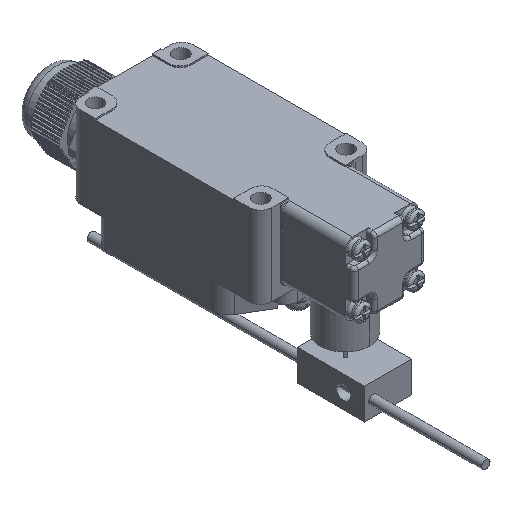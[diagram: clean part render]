
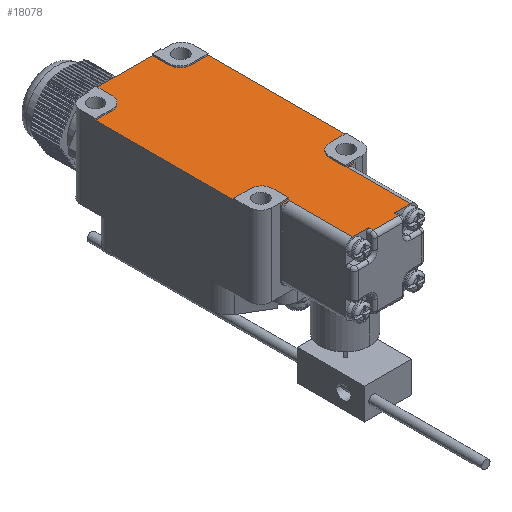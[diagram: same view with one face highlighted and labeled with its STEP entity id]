
A CAD part, isometric view. The second image highlights one B-rep face of the part: STEP entity #18078.
In plain terms, the highlighted face is planar.
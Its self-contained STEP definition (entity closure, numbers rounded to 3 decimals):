
#11697=DIRECTION('',(0.,0.,1.));
#11698=VECTOR('',#11697,1.5);
#11699=CARTESIAN_POINT('',(4.5,0.,-58.4));
#11700=LINE('',#11699,#11698);
#11701=DIRECTION('',(-1.,0.,0.));
#11702=VECTOR('',#11701,9.);
#11703=CARTESIAN_POINT('',(4.5,0.,-58.4));
#11704=LINE('',#11703,#11702);
#11705=DIRECTION('',(0.,0.,-1.));
#11706=VECTOR('',#11705,1.5);
#11707=CARTESIAN_POINT('',(-4.5,0.,-56.9));
#11708=LINE('',#11707,#11706);
#11709=DIRECTION('',(1.,0.,0.));
#11710=VECTOR('',#11709,3.);
#11711=CARTESIAN_POINT('',(-13.,0.,-34.));
#11712=LINE('',#11711,#11710);
#11713=DIRECTION('',(0.,0.,1.));
#11714=VECTOR('',#11713,5.65);
#11715=CARTESIAN_POINT('',(-10.,0.,-34.));
#11716=LINE('',#11715,#11714);
#11717=CARTESIAN_POINT('',(-14.,0.,-28.35));
#11718=DIRECTION('',(0.,-1.,0.));
#11719=DIRECTION('',(1.,0.,0.));
#11720=AXIS2_PLACEMENT_3D('',#11717,#11718,#11719);
#11722=DIRECTION('',(1.,0.,0.));
#11723=VECTOR('',#11722,6.);
#11724=CARTESIAN_POINT('',(-20.,0.,-24.35));
#11725=LINE('',#11724,#11723);
#11726=DIRECTION('',(0.,0.,1.));
#11727=VECTOR('',#11726,49.);
#11728=CARTESIAN_POINT('',(-20.,0.,-24.35));
#11729=LINE('',#11728,#11727);
#11730=DIRECTION('',(1.,0.,0.));
#11731=VECTOR('',#11730,6.);
#11732=CARTESIAN_POINT('',(-20.,0.,24.65));
#11733=LINE('',#11732,#11731);
#11734=CARTESIAN_POINT('',(-14.,0.,28.65));
#11735=DIRECTION('',(0.,-1.,0.));
#11736=DIRECTION('',(0.,0.,-1.));
#11737=AXIS2_PLACEMENT_3D('',#11734,#11735,#11736);
#11739=DIRECTION('',(0.,0.,-1.));
#11740=VECTOR('',#11739,5.85);
#11741=CARTESIAN_POINT('',(-10.,0.,34.5));
#11742=LINE('',#11741,#11740);
#11743=DIRECTION('',(1.,0.,0.));
#11744=VECTOR('',#11743,20.);
#11745=CARTESIAN_POINT('',(-10.,0.,34.5));
#11746=LINE('',#11745,#11744);
#11747=DIRECTION('',(0.,0.,-1.));
#11748=VECTOR('',#11747,5.85);
#11749=CARTESIAN_POINT('',(10.,0.,34.5));
#11750=LINE('',#11749,#11748);
#11751=CARTESIAN_POINT('',(14.,0.,28.65));
#11752=DIRECTION('',(0.,-1.,0.));
#11753=DIRECTION('',(-1.,0.,0.));
#11754=AXIS2_PLACEMENT_3D('',#11751,#11752,#11753);
#11756=DIRECTION('',(-1.,0.,0.));
#11757=VECTOR('',#11756,6.);
#11758=CARTESIAN_POINT('',(20.,0.,24.65));
#11759=LINE('',#11758,#11757);
#11760=DIRECTION('',(0.,0.,-1.));
#11761=VECTOR('',#11760,49.);
#11762=CARTESIAN_POINT('',(20.,0.,24.65));
#11763=LINE('',#11762,#11761);
#11764=DIRECTION('',(-1.,0.,0.));
#11765=VECTOR('',#11764,6.);
#11766=CARTESIAN_POINT('',(20.,0.,-24.35));
#11767=LINE('',#11766,#11765);
#11768=CARTESIAN_POINT('',(14.,0.,-28.35));
#11769=DIRECTION('',(0.,-1.,0.));
#11770=DIRECTION('',(0.,0.,1.));
#11771=AXIS2_PLACEMENT_3D('',#11768,#11769,#11770);
#11773=DIRECTION('',(0.,0.,-1.));
#11774=VECTOR('',#11773,5.65);
#11775=CARTESIAN_POINT('',(10.,0.,-28.35));
#11776=LINE('',#11775,#11774);
#11777=DIRECTION('',(1.,0.,0.));
#11778=VECTOR('',#11777,3.);
#11779=CARTESIAN_POINT('',(10.,0.,-34.));
#11780=LINE('',#11779,#11778);
#11781=DIRECTION('',(0.,0.,-1.));
#11782=VECTOR('',#11781,0.5);
#11783=CARTESIAN_POINT('',(13.,0.,-34.));
#11784=LINE('',#11783,#11782);
#11785=DIRECTION('',(0.,0.,-1.));
#11786=VECTOR('',#11785,22.4);
#11787=CARTESIAN_POINT('',(10.25,0.,-34.5));
#11788=LINE('',#11787,#11786);
#11862=DIRECTION('',(1.,0.,0.));
#11863=VECTOR('',#11862,5.75);
#11864=CARTESIAN_POINT('',(-10.25,0.,-56.9));
#11865=LINE('',#11864,#11863);
#11892=DIRECTION('',(1.,0.,0.));
#11893=VECTOR('',#11892,5.75);
#11894=CARTESIAN_POINT('',(4.5,0.,-56.9));
#11895=LINE('',#11894,#11893);
#12344=DIRECTION('',(-1.,0.,0.));
#12345=VECTOR('',#12344,2.75);
#12346=CARTESIAN_POINT('',(13.,0.,-34.5));
#12347=LINE('',#12346,#12345);
#12383=DIRECTION('',(-1.,0.,0.));
#12384=VECTOR('',#12383,2.75);
#12385=CARTESIAN_POINT('',(-10.25,0.,-34.5));
#12386=LINE('',#12385,#12384);
#14644=DIRECTION('',(0.,0.,-1.));
#14645=VECTOR('',#14644,0.5);
#14646=CARTESIAN_POINT('',(-13.,0.,-34.));
#14647=LINE('',#14646,#14645);
#14717=DIRECTION('',(0.,0.,-1.));
#14718=VECTOR('',#14717,22.4);
#14719=CARTESIAN_POINT('',(-10.25,0.,-34.5));
#14720=LINE('',#14719,#14718);
#16919=CARTESIAN_POINT('',(13.,0.,-34.5));
#16920=VERTEX_POINT('',#16919);
#16921=CARTESIAN_POINT('',(-13.,0.,-34.5));
#16923=VERTEX_POINT('',#16921);
#17227=CARTESIAN_POINT('',(20.,0.,-24.35));
#17228=CARTESIAN_POINT('',(14.,0.,-24.35));
#17229=VERTEX_POINT('',#17227);
#17230=VERTEX_POINT('',#17228);
#17231=CARTESIAN_POINT('',(10.,0.,-28.35));
#17232=VERTEX_POINT('',#17231);
#17233=CARTESIAN_POINT('',(10.,0.,-34.));
#17234=VERTEX_POINT('',#17233);
#17235=CARTESIAN_POINT('',(13.,0.,-34.));
#17236=VERTEX_POINT('',#17235);
#17237=CARTESIAN_POINT('',(-13.,0.,-34.));
#17238=CARTESIAN_POINT('',(-10.,0.,-34.));
#17239=VERTEX_POINT('',#17237);
#17240=VERTEX_POINT('',#17238);
#17241=CARTESIAN_POINT('',(-10.,0.,-28.35));
#17242=VERTEX_POINT('',#17241);
#17243=CARTESIAN_POINT('',(-14.,0.,-24.35));
#17244=VERTEX_POINT('',#17243);
#17245=CARTESIAN_POINT('',(-20.,0.,-24.35));
#17246=VERTEX_POINT('',#17245);
#17247=CARTESIAN_POINT('',(10.,0.,34.5));
#17248=CARTESIAN_POINT('',(10.,0.,28.65));
#17249=VERTEX_POINT('',#17247);
#17250=VERTEX_POINT('',#17248);
#17251=CARTESIAN_POINT('',(14.,0.,24.65));
#17252=VERTEX_POINT('',#17251);
#17253=CARTESIAN_POINT('',(20.,0.,24.65));
#17254=VERTEX_POINT('',#17253);
#17255=CARTESIAN_POINT('',(-20.,0.,24.65));
#17256=CARTESIAN_POINT('',(-14.,0.,24.65));
#17257=VERTEX_POINT('',#17255);
#17258=VERTEX_POINT('',#17256);
#17259=CARTESIAN_POINT('',(-10.,0.,28.65));
#17260=VERTEX_POINT('',#17259);
#17261=CARTESIAN_POINT('',(-10.,0.,34.5));
#17262=VERTEX_POINT('',#17261);
#17371=CARTESIAN_POINT('',(10.25,0.,-34.5));
#17372=VERTEX_POINT('',#17371);
#17373=CARTESIAN_POINT('',(-10.25,0.,-34.5));
#17374=VERTEX_POINT('',#17373);
#17400=CARTESIAN_POINT('',(10.25,0.,-56.9));
#17402=VERTEX_POINT('',#17400);
#17403=CARTESIAN_POINT('',(-10.25,0.,-56.9));
#17405=VERTEX_POINT('',#17403);
#17427=CARTESIAN_POINT('',(4.5,0.,-58.4));
#17428=CARTESIAN_POINT('',(4.5,0.,-56.9));
#17429=VERTEX_POINT('',#17427);
#17430=VERTEX_POINT('',#17428);
#17455=CARTESIAN_POINT('',(-4.5,0.,-56.9));
#17456=CARTESIAN_POINT('',(-4.5,0.,-58.4));
#17457=VERTEX_POINT('',#17455);
#17458=VERTEX_POINT('',#17456);
#18015=CARTESIAN_POINT('',(0.,0.,0.));
#18016=DIRECTION('',(0.,1.,0.));
#18017=DIRECTION('',(1.,0.,0.));
#18018=AXIS2_PLACEMENT_3D('',#18015,#18016,#18017);
#18019=PLANE('',#18018);
#18021=ORIENTED_EDGE('',*,*,#18020,.F.);
#18023=ORIENTED_EDGE('',*,*,#18022,.T.);
#18025=ORIENTED_EDGE('',*,*,#18024,.F.);
#18027=ORIENTED_EDGE('',*,*,#18026,.F.);
#18029=ORIENTED_EDGE('',*,*,#18028,.F.);
#18031=ORIENTED_EDGE('',*,*,#18030,.T.);
#18033=ORIENTED_EDGE('',*,*,#18032,.F.);
#18035=ORIENTED_EDGE('',*,*,#18034,.T.);
#18037=ORIENTED_EDGE('',*,*,#18036,.T.);
#18039=ORIENTED_EDGE('',*,*,#18038,.T.);
#18041=ORIENTED_EDGE('',*,*,#18040,.F.);
#18043=ORIENTED_EDGE('',*,*,#18042,.T.);
#18045=ORIENTED_EDGE('',*,*,#18044,.T.);
#18047=ORIENTED_EDGE('',*,*,#18046,.T.);
#18049=ORIENTED_EDGE('',*,*,#18048,.F.);
#18051=ORIENTED_EDGE('',*,*,#18050,.T.);
#18053=ORIENTED_EDGE('',*,*,#18052,.T.);
#18055=ORIENTED_EDGE('',*,*,#18054,.T.);
#18057=ORIENTED_EDGE('',*,*,#18056,.F.);
#18059=ORIENTED_EDGE('',*,*,#18058,.T.);
#18061=ORIENTED_EDGE('',*,*,#18060,.T.);
#18063=ORIENTED_EDGE('',*,*,#18062,.T.);
#18065=ORIENTED_EDGE('',*,*,#18064,.T.);
#18067=ORIENTED_EDGE('',*,*,#18066,.T.);
#18069=ORIENTED_EDGE('',*,*,#18068,.T.);
#18071=ORIENTED_EDGE('',*,*,#18070,.T.);
#18073=ORIENTED_EDGE('',*,*,#18072,.T.);
#18075=ORIENTED_EDGE('',*,*,#18074,.F.);
#18076=EDGE_LOOP('',(#18021,#18023,#18025,#18027,#18029,#18031,#18033,#18035,
#18037,#18039,#18041,#18043,#18045,#18047,#18049,#18051,#18053,#18055,#18057,
#18059,#18061,#18063,#18065,#18067,#18069,#18071,#18073,#18075));
#18077=FACE_OUTER_BOUND('',#18076,.F.);
#11721=CIRCLE('',#11720,4.);
#11738=CIRCLE('',#11737,4.);
#11755=CIRCLE('',#11754,4.);
#11772=CIRCLE('',#11771,4.);
#18020=EDGE_CURVE('',#17429,#17430,#11700,.T.);
#18022=EDGE_CURVE('',#17429,#17458,#11704,.T.);
#18024=EDGE_CURVE('',#17457,#17458,#11708,.T.);
#18026=EDGE_CURVE('',#17405,#17457,#11865,.T.);
#18028=EDGE_CURVE('',#17374,#17405,#14720,.T.);
#18030=EDGE_CURVE('',#17374,#16923,#12386,.T.);
#18032=EDGE_CURVE('',#17239,#16923,#14647,.T.);
#18034=EDGE_CURVE('',#17239,#17240,#11712,.T.);
#18036=EDGE_CURVE('',#17240,#17242,#11716,.T.);
#18038=EDGE_CURVE('',#17242,#17244,#11721,.T.);
#18040=EDGE_CURVE('',#17246,#17244,#11725,.T.);
#18042=EDGE_CURVE('',#17246,#17257,#11729,.T.);
#18044=EDGE_CURVE('',#17257,#17258,#11733,.T.);
#18046=EDGE_CURVE('',#17258,#17260,#11738,.T.);
#18048=EDGE_CURVE('',#17262,#17260,#11742,.T.);
#18050=EDGE_CURVE('',#17262,#17249,#11746,.T.);
#18052=EDGE_CURVE('',#17249,#17250,#11750,.T.);
#18054=EDGE_CURVE('',#17250,#17252,#11755,.T.);
#18056=EDGE_CURVE('',#17254,#17252,#11759,.T.);
#18058=EDGE_CURVE('',#17254,#17229,#11763,.T.);
#18060=EDGE_CURVE('',#17229,#17230,#11767,.T.);
#18062=EDGE_CURVE('',#17230,#17232,#11772,.T.);
#18064=EDGE_CURVE('',#17232,#17234,#11776,.T.);
#18066=EDGE_CURVE('',#17234,#17236,#11780,.T.);
#18068=EDGE_CURVE('',#17236,#16920,#11784,.T.);
#18070=EDGE_CURVE('',#16920,#17372,#12347,.T.);
#18072=EDGE_CURVE('',#17372,#17402,#11788,.T.);
#18074=EDGE_CURVE('',#17430,#17402,#11895,.T.);
#18078=ADVANCED_FACE('',(#18077),#18019,.F.);
